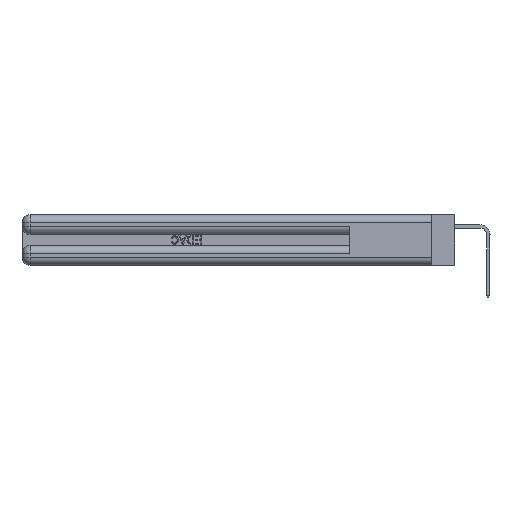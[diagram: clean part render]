
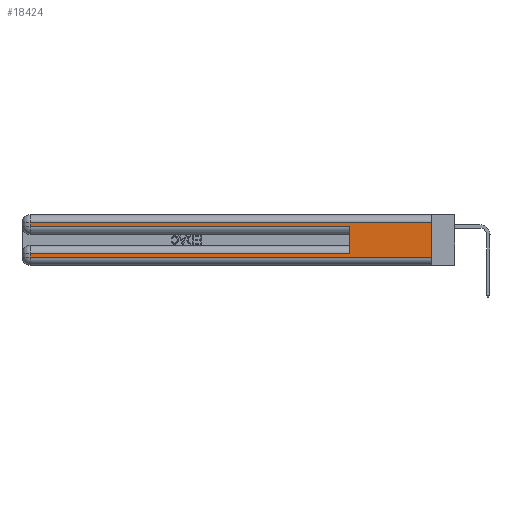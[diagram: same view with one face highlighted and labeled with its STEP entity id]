
A CAD part, left-side view. The second image highlights one B-rep face of the part: STEP entity #18424.
In plain terms, the highlighted planar face has unit normal (-1, 0, 0).
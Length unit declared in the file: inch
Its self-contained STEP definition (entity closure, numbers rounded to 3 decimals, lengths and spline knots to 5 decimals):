
#287 = ORIENTED_EDGE ( 'NONE', *, *, #9182, .T. ) ;
#352 = ORIENTED_EDGE ( 'NONE', *, *, #32025, .F. ) ;
#724 = LINE ( 'NONE', #18476, #17942 ) ;
#1052 = CARTESIAN_POINT ( 'NONE',  ( 0., 0., 0.37 ) ) ;
#1545 = VECTOR ( 'NONE', #4761, 39.37008 ) ;
#2211 = VERTEX_POINT ( 'NONE', #26406 ) ;
#3203 = CARTESIAN_POINT ( 'NONE',  ( 0., 0., 0.06 ) ) ;
#4038 = LINE ( 'NONE', #30779, #28533 ) ;
#4315 = DIRECTION ( 'NONE',  ( 0., 0., -1. ) ) ;
#4340 = CARTESIAN_POINT ( 'NONE',  ( 0., 0., 0.31 ) ) ;
#4761 = DIRECTION ( 'NONE',  ( 0., 1., 0. ) ) ;
#5114 = CARTESIAN_POINT ( 'NONE',  ( 0., 2.94, 0.06 ) ) ;
#5122 = CARTESIAN_POINT ( 'NONE',  ( 0., 0., 0.37 ) ) ;
#6505 = DIRECTION ( 'NONE',  ( 0., -1., 0. ) ) ;
#6760 = VERTEX_POINT ( 'NONE', #27455 ) ;
#6762 = VERTEX_POINT ( 'NONE', #5114 ) ;
#8088 = CARTESIAN_POINT ( 'NONE',  ( 0., 0., 0.31 ) ) ;
#8319 = LINE ( 'NONE', #5122, #39065 ) ;
#8435 = DIRECTION ( 'NONE',  ( 0., 0., -1. ) ) ;
#9182 = EDGE_CURVE ( 'NONE', #6760, #24811, #25517, .T. ) ;
#11031 = CARTESIAN_POINT ( 'NONE',  ( 0., 2.94, 0.37 ) ) ;
#11165 = CARTESIAN_POINT ( 'NONE',  ( 0., 2.94, 0.085 ) ) ;
#12786 = ORIENTED_EDGE ( 'NONE', *, *, #28879, .F. ) ;
#12994 = EDGE_LOOP ( 'NONE', ( #12786, #38338, #287, #14041, #352, #17775, #38079, #22026 ) ) ;
#13365 = VECTOR ( 'NONE', #20011, 39.37008 ) ;
#14041 = ORIENTED_EDGE ( 'NONE', *, *, #35495, .T. ) ;
#14053 = EDGE_CURVE ( 'NONE', #38378, #6760, #19692, .T. ) ;
#15388 = LINE ( 'NONE', #3203, #31218 ) ;
#17119 = VECTOR ( 'NONE', #33225, 39.37008 ) ;
#17775 = ORIENTED_EDGE ( 'NONE', *, *, #32830, .T. ) ;
#17942 = VECTOR ( 'NONE', #40541, 39.37008 ) ;
#18036 = EDGE_CURVE ( 'NONE', #38455, #6762, #724, .T. ) ;
#18424 = ADVANCED_FACE ( 'NONE', ( #19860 ), #36106, .F. ) ;
#18476 = CARTESIAN_POINT ( 'NONE',  ( 0., 2.94, 0.37 ) ) ;
#18502 = CARTESIAN_POINT ( 'NONE',  ( 0., 0.6, 0.085 ) ) ;
#19606 = LINE ( 'NONE', #32571, #20601 ) ;
#19692 = LINE ( 'NONE', #8088, #1545 ) ;
#19860 = FACE_OUTER_BOUND ( 'NONE', #12994, .T. ) ;
#20011 = DIRECTION ( 'NONE',  ( 0., 1., 0. ) ) ;
#20601 = VECTOR ( 'NONE', #38926, 39.37008 ) ;
#22026 = ORIENTED_EDGE ( 'NONE', *, *, #25136, .T. ) ;
#23570 = DIRECTION ( 'NONE',  ( 1., 0., 0. ) ) ;
#23741 = CARTESIAN_POINT ( 'NONE',  ( 0., 2.94, 0.285 ) ) ;
#24196 = CARTESIAN_POINT ( 'NONE',  ( 0., 0., 0.06 ) ) ;
#24811 = VERTEX_POINT ( 'NONE', #23741 ) ;
#25136 = EDGE_CURVE ( 'NONE', #6762, #39140, #15388, .T. ) ;
#25517 = LINE ( 'NONE', #11031, #17119 ) ;
#26406 = CARTESIAN_POINT ( 'NONE',  ( 0., 0.6, 0.285 ) ) ;
#27455 = CARTESIAN_POINT ( 'NONE',  ( 0., 2.94, 0.31 ) ) ;
#28224 = AXIS2_PLACEMENT_3D ( 'NONE', #1052, #23570, #4315 ) ;
#28533 = VECTOR ( 'NONE', #33971, 39.37008 ) ;
#28879 = EDGE_CURVE ( 'NONE', #38378, #39140, #8319, .T. ) ;
#29405 = CARTESIAN_POINT ( 'NONE',  ( 0., 0., 0.085 ) ) ;
#30779 = CARTESIAN_POINT ( 'NONE',  ( 0., 0., 0.285 ) ) ;
#31187 = LINE ( 'NONE', #29405, #13365 ) ;
#31218 = VECTOR ( 'NONE', #6505, 39.37008 ) ;
#32025 = EDGE_CURVE ( 'NONE', #35560, #2211, #19606, .T. ) ;
#32571 = CARTESIAN_POINT ( 'NONE',  ( 0., 0.6, 0.145 ) ) ;
#32830 = EDGE_CURVE ( 'NONE', #35560, #38455, #31187, .T. ) ;
#33225 = DIRECTION ( 'NONE',  ( 0., 0., -1. ) ) ;
#33971 = DIRECTION ( 'NONE',  ( 0., -1., 0. ) ) ;
#35495 = EDGE_CURVE ( 'NONE', #24811, #2211, #4038, .T. ) ;
#35560 = VERTEX_POINT ( 'NONE', #18502 ) ;
#36106 = PLANE ( 'NONE',  #28224 ) ;
#38079 = ORIENTED_EDGE ( 'NONE', *, *, #18036, .T. ) ;
#38338 = ORIENTED_EDGE ( 'NONE', *, *, #14053, .T. ) ;
#38378 = VERTEX_POINT ( 'NONE', #4340 ) ;
#38455 = VERTEX_POINT ( 'NONE', #11165 ) ;
#38926 = DIRECTION ( 'NONE',  ( 0., 0., 1. ) ) ;
#39065 = VECTOR ( 'NONE', #8435, 39.37008 ) ;
#39140 = VERTEX_POINT ( 'NONE', #24196 ) ;
#40541 = DIRECTION ( 'NONE',  ( 0., 0., -1. ) ) ;
